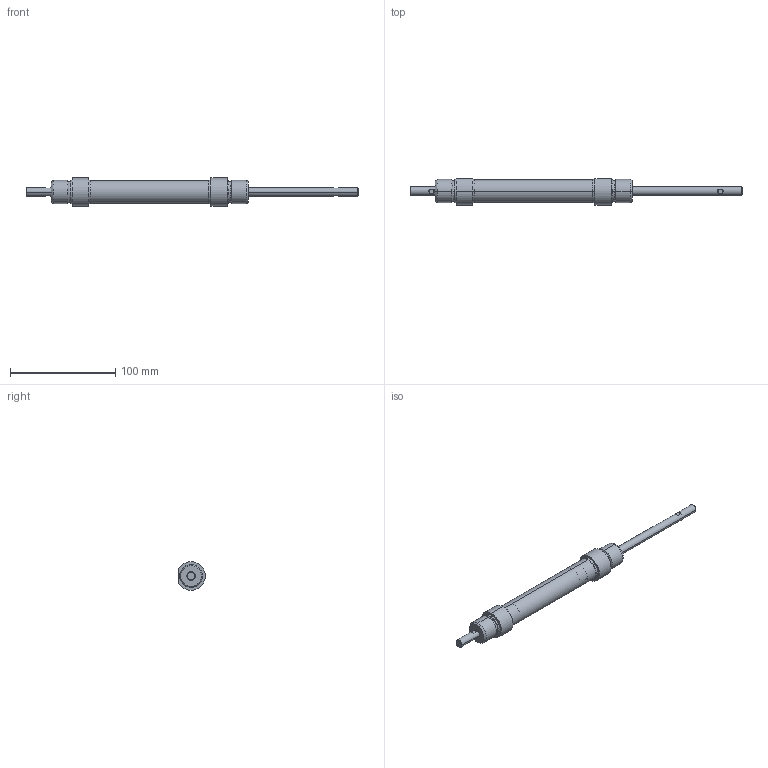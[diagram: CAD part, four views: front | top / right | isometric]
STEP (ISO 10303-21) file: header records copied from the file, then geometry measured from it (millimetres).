
FILE_DESCRIPTION((''),'2;1');
FILE_NAME('DRIM_20_080_ASM','2010-05-24T',('haliho'),(''),'PRO/ENGINEER BY PARAMETRIC TECHNOLOGY CORPORATION, 2006320','PRO/ENGINEER BY PARAMETRIC TECHNOLOGY CORPORATION, 2006320','');
FILE_SCHEMA(('AUTOMOTIVE_DESIGN_CC2 { 1 2 10303 214 -1 1 5 2 }'));
Length unit declared in the file: millimetre
Products named in the file (3): CYLINDER; PISTON; DRIM_20_080_ASM
Assembly tree (2 placements, depth 2):
  DRIM_20_080_ASM
    CYLINDER
    PISTON
Bounding box: 315 x 25.2 x 27 mm (x, y, z)
Volume: 57586.5 mm3; surface area: 32400.4 mm2
Topology: 2 solids, 2 shells, 88 faces, 198 edges, 128 vertices
Faces by surface type: cylinder 38, plane 34, cone 16
Entity records: 2985 total; most frequent: CARTESIAN_POINT 535, DIRECTION 464, ORIENTED_EDGE 396, EDGE_CURVE 198, AXIS2_PLACEMENT_3D 189, VERTEX_POINT 128, EDGE_LOOP 108, CIRCLE 96
